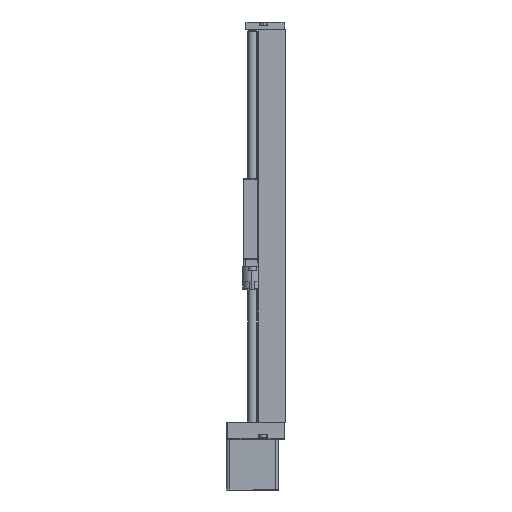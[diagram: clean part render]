
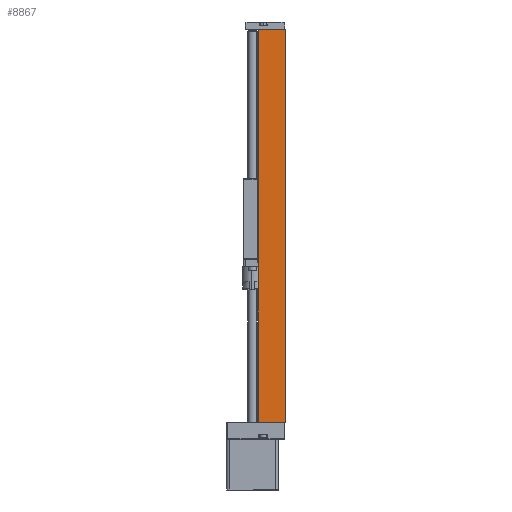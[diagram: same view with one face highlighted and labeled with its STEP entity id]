
A CAD part, left-side view. The second image highlights one B-rep face of the part: STEP entity #8867.
In plain terms, the highlighted planar face has unit normal (-1, 0, 0).
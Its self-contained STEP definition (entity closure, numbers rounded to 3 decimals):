
#256 = ORIENTED_EDGE ( 'NONE', *, *, #61609, .T. ) ;
#744 = CARTESIAN_POINT ( 'NONE',  ( -21.755, 5., 268. ) ) ;
#8867 = ADVANCED_FACE ( 'NONE', ( #27655 ), #21220, .F. ) ;
#10934 = DIRECTION ( 'NONE',  ( 0., -1., 0. ) ) ;
#12467 = CARTESIAN_POINT ( 'NONE',  ( -21.755, 18.5, 0. ) ) ;
#13058 = VECTOR ( 'NONE', #17678, 1000. ) ;
#16717 = EDGE_LOOP ( 'NONE', ( #256, #43435, #39029, #34413 ) ) ;
#17678 = DIRECTION ( 'NONE',  ( 0., 0., -1. ) ) ;
#21220 = PLANE ( 'NONE',  #51151 ) ;
#22670 = CARTESIAN_POINT ( 'NONE',  ( -21.755, 0., 268. ) ) ;
#24538 = CARTESIAN_POINT ( 'NONE',  ( -21.755, 18.5, 268. ) ) ;
#26831 = DIRECTION ( 'NONE',  ( 1., 0., 0. ) ) ;
#26945 = LINE ( 'NONE', #52921, #82916 ) ;
#27655 = FACE_OUTER_BOUND ( 'NONE', #16717, .T. ) ;
#28672 = DIRECTION ( 'NONE',  ( 0., -1., 0. ) ) ;
#29393 = CARTESIAN_POINT ( 'NONE',  ( -21.755, 5., 0. ) ) ;
#29595 = VERTEX_POINT ( 'NONE', #12467 ) ;
#31135 = VECTOR ( 'NONE', #10934, 1000. ) ;
#33765 = DIRECTION ( 'NONE',  ( 0., 0., -1. ) ) ;
#34413 = ORIENTED_EDGE ( 'NONE', *, *, #39714, .T. ) ;
#34441 = VECTOR ( 'NONE', #28672, 1000. ) ;
#39029 = ORIENTED_EDGE ( 'NONE', *, *, #65091, .F. ) ;
#39714 = EDGE_CURVE ( 'NONE', #56245, #29595, #76142, .T. ) ;
#43435 = ORIENTED_EDGE ( 'NONE', *, *, #78855, .F. ) ;
#49373 = LINE ( 'NONE', #29393, #31135 ) ;
#51151 = AXIS2_PLACEMENT_3D ( 'NONE', #744, #26831, #65234 ) ;
#51809 = CARTESIAN_POINT ( 'NONE',  ( -21.755, 18.5, 268. ) ) ;
#52921 = CARTESIAN_POINT ( 'NONE',  ( -21.755, 0., 268. ) ) ;
#55501 = LINE ( 'NONE', #22670, #34441 ) ;
#56245 = VERTEX_POINT ( 'NONE', #51809 ) ;
#61609 = EDGE_CURVE ( 'NONE', #29595, #70785, #49373, .T. ) ;
#64738 = VERTEX_POINT ( 'NONE', #82148 ) ;
#65091 = EDGE_CURVE ( 'NONE', #56245, #64738, #55501, .T. ) ;
#65234 = DIRECTION ( 'NONE',  ( 0., 0., -1. ) ) ;
#70785 = VERTEX_POINT ( 'NONE', #82835 ) ;
#76142 = LINE ( 'NONE', #24538, #13058 ) ;
#78855 = EDGE_CURVE ( 'NONE', #64738, #70785, #26945, .T. ) ;
#82148 = CARTESIAN_POINT ( 'NONE',  ( -21.755, 0., 268. ) ) ;
#82835 = CARTESIAN_POINT ( 'NONE',  ( -21.755, 0., 0. ) ) ;
#82916 = VECTOR ( 'NONE', #33765, 1000. ) ;
